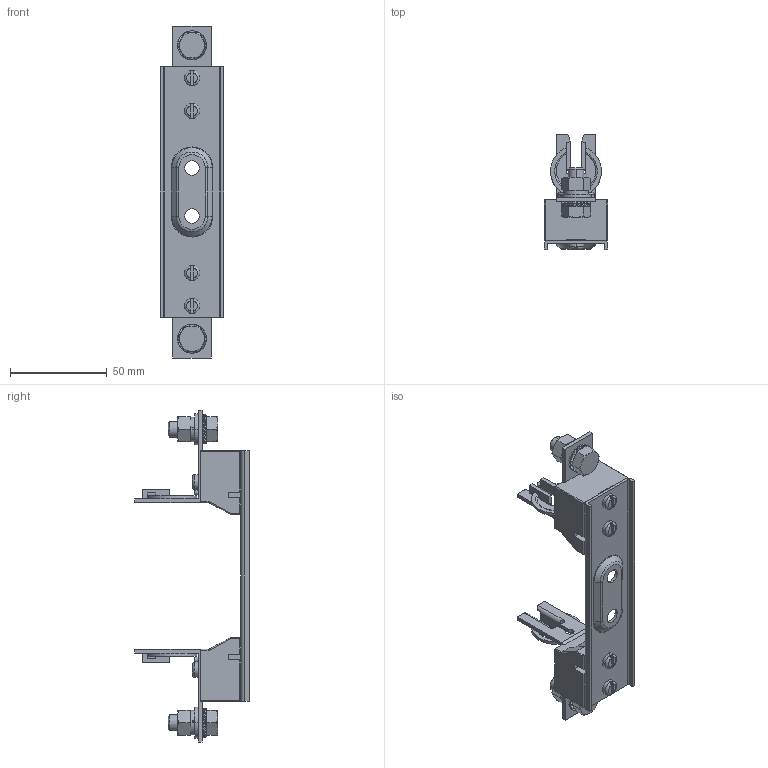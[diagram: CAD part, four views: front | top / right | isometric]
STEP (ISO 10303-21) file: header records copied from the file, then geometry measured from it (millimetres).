
FILE_DESCRIPTION((''),'2;1');
FILE_NAME('PK0_M8_M8_ASM','2022-01-04T14:15:07',('marketing.praksa'),('Audax d.o.o.'),'CREO PARAMETRIC BY PTC INC, 2021304','CREO PARAMETRIC BY PTC INC, 2021304','');
FILE_SCHEMA(('AP242_MANAGED_MODEL_BASED_3D_ENGINEERING_MIM_LF { 1 0 10303 442 1 1 4 }'));
Products named in the file (19): PK0_M8_M8_3; 0000034736_1; X1; PRT9562; PRT9563; PRT9564; PK0_M8_M8_3_1_1_2_1; PK0_M8_M8_3_1_1_2_2; PK0_M8_M8_3_1_1_2_3_2; PK0_M8_M8_3_1_1_2_3_3; PK0_M8_M8_3_1_1_2_3_4; PK0_M8_M8_3_1_1_2_3_5; PK0_M8_M8_3_1_1_2_3_4_5_6_7_2; PK0_M8_M8_3_1_1_2_3_4_5_6_7_6; PK0_M8_M8_3_1_1_2_3_4_5_6_7_8_3; PK0_M8_M8_3_1_1_2_3_4_5_6_7_8_4; PK0_M8_M8_3_1_1_2_3_4_5_6_7_8_5; PK0_M8_M8_3_1_1_2_3_4_5_6_7_8_6; PK0_M8_M8_ASM
Assembly tree (19 placements, depth 2):
  PK0_M8_M8_ASM
    PK0_M8_M8_3
    0000034736_1  x2
    X1
    PRT9562
    PRT9563
    PRT9564
    PK0_M8_M8_3_1_1_2_1
    PK0_M8_M8_3_1_1_2_2
    PK0_M8_M8_3_1_1_2_3_2
    PK0_M8_M8_3_1_1_2_3_3
    PK0_M8_M8_3_1_1_2_3_4
    PK0_M8_M8_3_1_1_2_3_5
    PK0_M8_M8_3_1_1_2_3_4_5_6_7_2
    PK0_M8_M8_3_1_1_2_3_4_5_6_7_6
    PK0_M8_M8_3_1_1_2_3_4_5_6_7_8_3
    PK0_M8_M8_3_1_1_2_3_4_5_6_7_8_4
    PK0_M8_M8_3_1_1_2_3_4_5_6_7_8_5
    PK0_M8_M8_3_1_1_2_3_4_5_6_7_8_6
Bounding box: 33 x 59.5 x 172 mm (x, y, z)
Volume: 60229.5 mm3; surface area: 38253.9 mm2
Topology: 24 solids, 24 shells, 1508 faces, 4058 edges, 2642 vertices
Faces by surface type: plane 482, cylinder 427, bspline 270, extrusion 154, cone 121, torus 54
Entity records: 83389 total; most frequent: CARTESIAN_POINT 28744, ORIENTED_EDGE 7408, DIRECTION 5506, PRESENTATION_STYLE_ASSIGNMENT 5247, STYLED_ITEM 5247, CURVE_STYLE 3858, EDGE_CURVE 3704, VERTEX_POINT 2438
